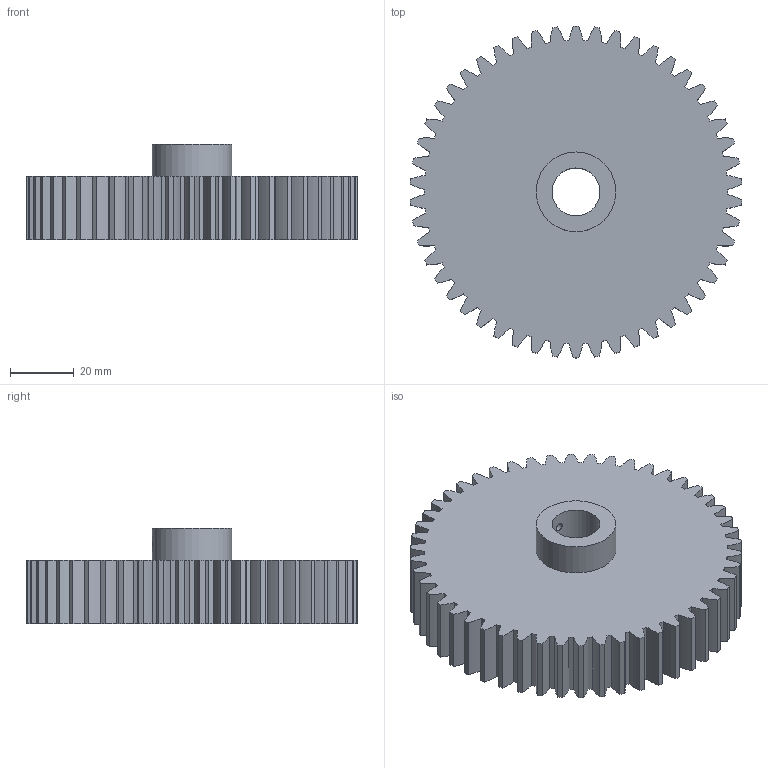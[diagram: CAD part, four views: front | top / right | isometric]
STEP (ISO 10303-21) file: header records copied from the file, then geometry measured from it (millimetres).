
FILE_DESCRIPTION(/* description */ (''),/* implementation_level */ '2;1');
FILE_NAME(/* name */ 'Engranaje recto2_ipt_5f3fcba8.STEP',/* time_stamp */ '2021-02-07T23:08:48-06:00',/* author */ ('rotje'),/* organization */ (''),/* preprocessor_version */ 'ST-DEVELOPER v18.1',/* originating_system */ 'Autodesk Inventor 2021',/* authorisation */ '');
FILE_SCHEMA (('AUTOMOTIVE_DESIGN { 1 0 10303 214 3 1 1 }'));
Length unit declared in the file: millimetre
Products named in the file (1): Engranaje recto2
Bounding box: 103.88 x 104 x 30 mm (x, y, z)
Volume: 155836.1 mm3; surface area: 30168.4 mm2
Topology: 1 solids, 1 shells, 206 faces, 611 edges, 408 vertices
Faces by surface type: cylinder 203, plane 3
Full cylindrical faces by diameter (mm): 2.487 x1, 15 x1, 25 x1
Entity records: 7265 total; most frequent: DIRECTION 1425, CARTESIAN_POINT 1295, ORIENTED_EDGE 1222, EDGE_CURVE 611, AXIS2_PLACEMENT_3D 611, VERTEX_POINT 408, CIRCLE 404, EDGE_LOOP 211
